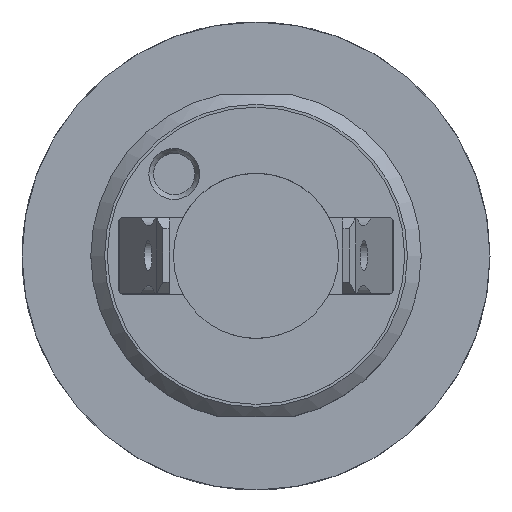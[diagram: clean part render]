
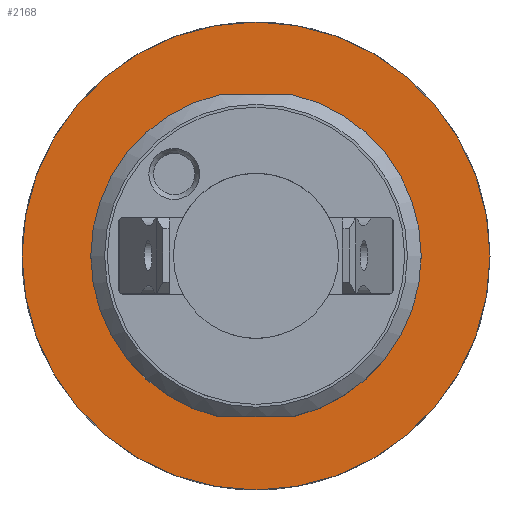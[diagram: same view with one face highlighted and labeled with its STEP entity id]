
A CAD part, top view. The second image highlights one B-rep face of the part: STEP entity #2168.
In plain terms, the highlighted planar face has unit normal (0, 0, 1).
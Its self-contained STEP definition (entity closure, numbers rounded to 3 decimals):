
#19=FACE_BOUND('',#268,.T.);
#53=PLANE('',#2349);
#147=FACE_OUTER_BOUND('',#267,.T.);
#267=EDGE_LOOP('',(#1591));
#268=EDGE_LOOP('',(#1592,#1593));
#792=CIRCLE('',#2329,5.5);
#793=CIRCLE('',#2330,5.5);
#804=CIRCLE('',#2350,8.5);
#931=VERTEX_POINT('',#3349);
#932=VERTEX_POINT('',#3350);
#955=VERTEX_POINT('',#3422);
#1158=EDGE_CURVE('',#931,#932,#792,.T.);
#1159=EDGE_CURVE('',#932,#931,#793,.T.);
#1192=EDGE_CURVE('',#955,#955,#804,.T.);
#1591=ORIENTED_EDGE('',*,*,#1192,.T.);
#1592=ORIENTED_EDGE('',*,*,#1158,.T.);
#1593=ORIENTED_EDGE('',*,*,#1159,.T.);
#2168=ADVANCED_FACE('',(#147,#19),#53,.F.);
#2329=AXIS2_PLACEMENT_3D('',#3351,#2667,#2668);
#2330=AXIS2_PLACEMENT_3D('',#3352,#2669,#2670);
#2349=AXIS2_PLACEMENT_3D('',#3421,#2727,#2728);
#2350=AXIS2_PLACEMENT_3D('',#3423,#2729,#2730);
#2667=DIRECTION('center_axis',(0.,0.,-1.));
#2668=DIRECTION('ref_axis',(1.,0.,0.));
#2669=DIRECTION('center_axis',(0.,0.,-1.));
#2670=DIRECTION('ref_axis',(1.,0.,0.));
#2727=DIRECTION('center_axis',(0.,0.,-1.));
#2728=DIRECTION('ref_axis',(1.,0.,0.));
#2729=DIRECTION('center_axis',(0.,0.,1.));
#2730=DIRECTION('ref_axis',(-1.,0.,0.));
#3349=CARTESIAN_POINT('',(5.5,0.,1.5));
#3350=CARTESIAN_POINT('',(-5.5,0.,1.5));
#3351=CARTESIAN_POINT('Origin',(0.,0.,1.5));
#3352=CARTESIAN_POINT('Origin',(0.,0.,1.5));
#3421=CARTESIAN_POINT('Origin',(0.,0.,
1.5));
#3422=CARTESIAN_POINT('',(8.5,0.,1.5));
#3423=CARTESIAN_POINT('Origin',(0.,0.,1.5));
